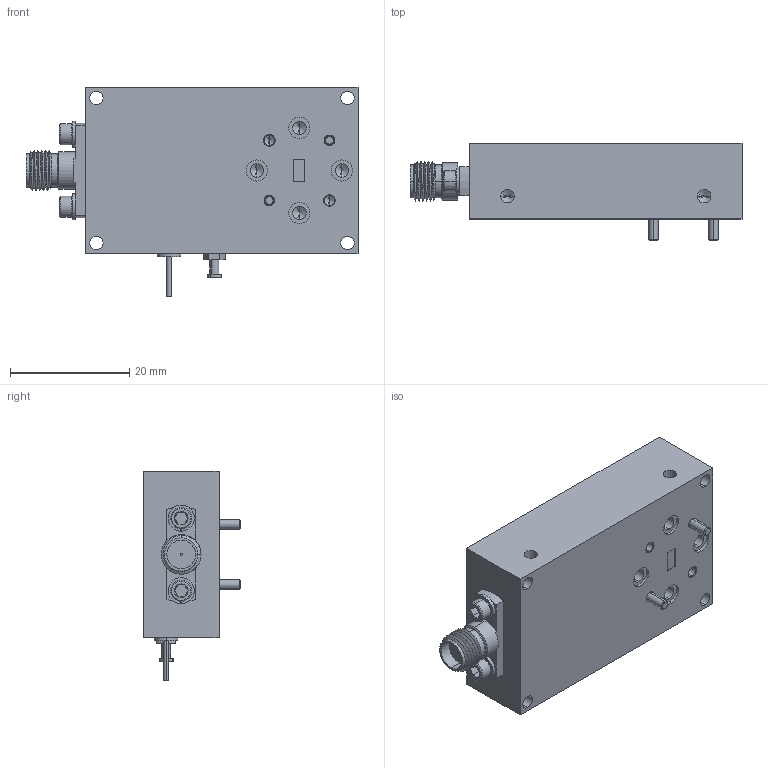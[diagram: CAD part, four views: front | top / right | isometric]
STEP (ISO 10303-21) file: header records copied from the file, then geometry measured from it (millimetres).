
FILE_DESCRIPTION (( 'STEP AP203' ), '1' );
FILE_NAME ('SFA-453703416-15SF-S1.STEP', '2019-01-08T18:05:46', ( '' ), ( '' ), 'SwSTEP 2.0', 'SolidWorks 2016', '' );
FILE_SCHEMA (( 'CONFIG_CONTROL_DESIGN' ));
Length unit declared in the file: inch
Products named in the file (1): SFA-453703416-15SF-S1
Bounding box: 55.75 x 16.32 x 35.18 mm (x, y, z)
Volume: 16136.5 mm3; surface area: 9135.4 mm2
Topology: 15 solids, 15 shells, 633 faces, 1630 edges, 1028 vertices
Faces by surface type: cylinder 311, plane 162, cone 138, bspline 20, torus 2
Entity records: 26868 total; most frequent: CARTESIAN_POINT 12706, ORIENTED_EDGE 3172, DIRECTION 2714, EDGE_CURVE 1586, AXIS2_PLACEMENT_3D 1038, VERTEX_POINT 1028, EDGE_LOOP 702, VECTOR 638
